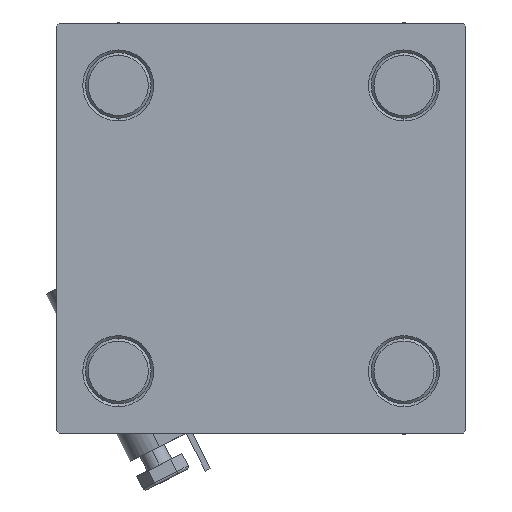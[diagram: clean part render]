
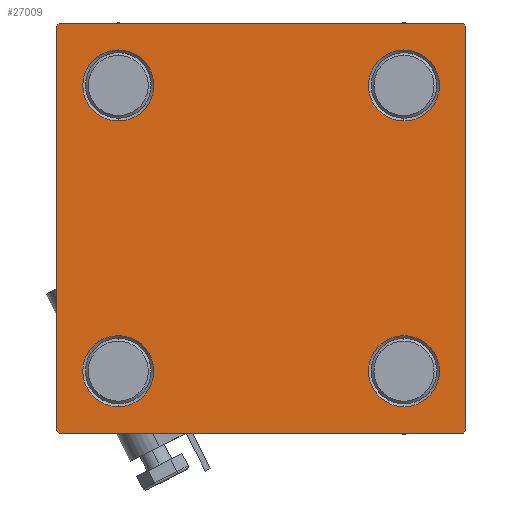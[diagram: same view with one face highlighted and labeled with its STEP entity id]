
A CAD part, left-side view. The second image highlights one B-rep face of the part: STEP entity #27009.
In plain terms, the highlighted planar face has unit normal (-1, 0, 0).
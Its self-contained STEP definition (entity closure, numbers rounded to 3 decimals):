
#329 = CARTESIAN_POINT ( 'NONE',  ( 0., 37.5, -37.5 ) ) ;
#361 = VERTEX_POINT ( 'NONE', #44143 ) ;
#903 = EDGE_CURVE ( 'NONE', #1714, #12383, #26021, .T. ) ;
#1084 = CARTESIAN_POINT ( 'NONE',  ( 0., 26.15, -26.15 ) ) ;
#1714 = VERTEX_POINT ( 'NONE', #39407 ) ;
#1818 = CARTESIAN_POINT ( 'NONE',  ( 0., -37.25, -37.25 ) ) ;
#1932 = AXIS2_PLACEMENT_3D ( 'NONE', #10500, #10990, #50260 ) ;
#2117 = CARTESIAN_POINT ( 'NONE',  ( 0., -26.15, 26.15 ) ) ;
#2180 = ORIENTED_EDGE ( 'NONE', *, *, #50235, .T. ) ;
#2247 = AXIS2_PLACEMENT_3D ( 'NONE', #1084, #32894, #32657 ) ;
#2574 = CARTESIAN_POINT ( 'NONE',  ( 0., 26.15, -19.65 ) ) ;
#3633 = CARTESIAN_POINT ( 'NONE',  ( 0., 37.25, 37.25 ) ) ;
#5295 = DIRECTION ( 'NONE',  ( 0., 0., 1. ) ) ;
#5302 = DIRECTION ( 'NONE',  ( 0., 0., 1. ) ) ;
#5900 = CARTESIAN_POINT ( 'NONE',  ( 0., -37., -37.5 ) ) ;
#6289 = DIRECTION ( 'NONE',  ( 0., -0.707, -0.707 ) ) ;
#6463 = ORIENTED_EDGE ( 'NONE', *, *, #17572, .T. ) ;
#6482 = FACE_BOUND ( 'NONE', #41716, .T. ) ;
#8254 = DIRECTION ( 'NONE',  ( 0., 0.707, 0.707 ) ) ;
#8640 = VERTEX_POINT ( 'NONE', #29376 ) ;
#9008 = VERTEX_POINT ( 'NONE', #29316 ) ;
#9244 = AXIS2_PLACEMENT_3D ( 'NONE', #22160, #37308, #29605 ) ;
#9501 = VECTOR ( 'NONE', #19853, 1000. ) ;
#10127 = AXIS2_PLACEMENT_3D ( 'NONE', #37114, #40224, #5302 ) ;
#10393 = CARTESIAN_POINT ( 'NONE',  ( 0., -26.15, -19.65 ) ) ;
#10500 = CARTESIAN_POINT ( 'NONE',  ( 0., 26.15, -26.15 ) ) ;
#10598 = CARTESIAN_POINT ( 'NONE',  ( 0., 0., 0. ) ) ;
#10952 = DIRECTION ( 'NONE',  ( 1., 0., 0. ) ) ;
#10990 = DIRECTION ( 'NONE',  ( 1., 0., 0. ) ) ;
#11203 = CARTESIAN_POINT ( 'NONE',  ( 0., 37., -37.5 ) ) ;
#11205 = DIRECTION ( 'NONE',  ( 0., 0., 1. ) ) ;
#11627 = CARTESIAN_POINT ( 'NONE',  ( 0., -37.5, 37. ) ) ;
#11674 = EDGE_CURVE ( 'NONE', #42771, #49934, #37097, .T. ) ;
#12096 = EDGE_CURVE ( 'NONE', #16212, #361, #50132, .T. ) ;
#12383 = VERTEX_POINT ( 'NONE', #2574 ) ;
#13243 = CARTESIAN_POINT ( 'NONE',  ( 0., 37.25, -37.25 ) ) ;
#13455 = CIRCLE ( 'NONE', #49506, 6.5 ) ;
#13772 = CARTESIAN_POINT ( 'NONE',  ( 0., 37.5, 37.5 ) ) ;
#13999 = ORIENTED_EDGE ( 'NONE', *, *, #903, .T. ) ;
#14190 = PLANE ( 'NONE',  #49684 ) ;
#15057 = EDGE_CURVE ( 'NONE', #32088, #8640, #21346, .T. ) ;
#15217 = AXIS2_PLACEMENT_3D ( 'NONE', #46109, #10952, #11205 ) ;
#15569 = EDGE_CURVE ( 'NONE', #27940, #27649, #31352, .T. ) ;
#15983 = CIRCLE ( 'NONE', #1932, 6.5 ) ;
#16212 = VERTEX_POINT ( 'NONE', #10393 ) ;
#16588 = CARTESIAN_POINT ( 'NONE',  ( 0., 37.5, 37.5 ) ) ;
#16730 = VECTOR ( 'NONE', #19807, 1000. ) ;
#16921 = EDGE_CURVE ( 'NONE', #9008, #45052, #19233, .T. ) ;
#17310 = ORIENTED_EDGE ( 'NONE', *, *, #11674, .T. ) ;
#17364 = LINE ( 'NONE', #13772, #35511 ) ;
#17572 = EDGE_CURVE ( 'NONE', #9008, #31780, #38793, .T. ) ;
#17680 = CIRCLE ( 'NONE', #15217, 6.5 ) ;
#18038 = DIRECTION ( 'NONE',  ( -1., 0., 0. ) ) ;
#18315 = EDGE_CURVE ( 'NONE', #39864, #19675, #13455, .T. ) ;
#18691 = EDGE_LOOP ( 'NONE', ( #21312, #13999 ) ) ;
#18733 = DIRECTION ( 'NONE',  ( 0., -1., 0. ) ) ;
#19233 = LINE ( 'NONE', #16588, #24048 ) ;
#19675 = VERTEX_POINT ( 'NONE', #29985 ) ;
#19807 = DIRECTION ( 'NONE',  ( 0., 0.707, -0.707 ) ) ;
#19853 = DIRECTION ( 'NONE',  ( 0., -1., 0. ) ) ;
#20577 = EDGE_CURVE ( 'NONE', #12383, #1714, #15983, .T. ) ;
#21129 = ORIENTED_EDGE ( 'NONE', *, *, #16921, .F. ) ;
#21221 = DIRECTION ( 'NONE',  ( 0., 0., -1. ) ) ;
#21312 = ORIENTED_EDGE ( 'NONE', *, *, #20577, .T. ) ;
#21346 = LINE ( 'NONE', #1818, #46131 ) ;
#22139 = DIRECTION ( 'NONE',  ( 0., 0., 1. ) ) ;
#22160 = CARTESIAN_POINT ( 'NONE',  ( 0., 26.15, 26.15 ) ) ;
#22390 = FACE_BOUND ( 'NONE', #45748, .T. ) ;
#24048 = VECTOR ( 'NONE', #18733, 1000. ) ;
#24061 = CIRCLE ( 'NONE', #10127, 6.5 ) ;
#24704 = VECTOR ( 'NONE', #6289, 1000. ) ;
#25265 = VECTOR ( 'NONE', #8254, 1000. ) ;
#25486 = CARTESIAN_POINT ( 'NONE',  ( 0., 26.15, 32.65 ) ) ;
#26021 = CIRCLE ( 'NONE', #2247, 6.5 ) ;
#27009 = ADVANCED_FACE ( 'NONE', ( #22390, #6482, #49351, #44737, #45755 ), #14190, .T. ) ;
#27219 = CIRCLE ( 'NONE', #33759, 6.5 ) ;
#27649 = VERTEX_POINT ( 'NONE', #27829 ) ;
#27754 = LINE ( 'NONE', #43406, #25265 ) ;
#27829 = CARTESIAN_POINT ( 'NONE',  ( 0., 26.15, 19.65 ) ) ;
#27940 = VERTEX_POINT ( 'NONE', #25486 ) ;
#29316 = CARTESIAN_POINT ( 'NONE',  ( 0., 37., 37.5 ) ) ;
#29376 = CARTESIAN_POINT ( 'NONE',  ( 0., -37.5, -37. ) ) ;
#29605 = DIRECTION ( 'NONE',  ( 0., 0., 1. ) ) ;
#29985 = CARTESIAN_POINT ( 'NONE',  ( 0., -26.15, 32.65 ) ) ;
#31282 = CARTESIAN_POINT ( 'NONE',  ( 0., 37.5, -37. ) ) ;
#31352 = CIRCLE ( 'NONE', #9244, 6.5 ) ;
#31780 = VERTEX_POINT ( 'NONE', #33679 ) ;
#31906 = ORIENTED_EDGE ( 'NONE', *, *, #18315, .T. ) ;
#31984 = CARTESIAN_POINT ( 'NONE',  ( 0., -26.15, 26.15 ) ) ;
#32088 = VERTEX_POINT ( 'NONE', #5900 ) ;
#32247 = ORIENTED_EDGE ( 'NONE', *, *, #36951, .T. ) ;
#32449 = CARTESIAN_POINT ( 'NONE',  ( 0., -26.15, 19.65 ) ) ;
#32657 = DIRECTION ( 'NONE',  ( 0., 0., 1. ) ) ;
#32894 = DIRECTION ( 'NONE',  ( 1., 0., 0. ) ) ;
#33145 = EDGE_CURVE ( 'NONE', #45244, #45052, #27754, .T. ) ;
#33437 = DIRECTION ( 'NONE',  ( 1., 0., 0. ) ) ;
#33679 = CARTESIAN_POINT ( 'NONE',  ( 0., 37.5, 37. ) ) ;
#33759 = AXIS2_PLACEMENT_3D ( 'NONE', #2117, #33437, #42835 ) ;
#34090 = VECTOR ( 'NONE', #39480, 1000. ) ;
#34481 = LINE ( 'NONE', #329, #9501 ) ;
#35511 = VECTOR ( 'NONE', #21221, 1000. ) ;
#35624 = CARTESIAN_POINT ( 'NONE',  ( 0., -37.5, 37.5 ) ) ;
#36095 = DIRECTION ( 'NONE',  ( 1., 0., 0. ) ) ;
#36951 = EDGE_CURVE ( 'NONE', #19675, #39864, #27219, .T. ) ;
#37097 = LINE ( 'NONE', #13243, #24704 ) ;
#37114 = CARTESIAN_POINT ( 'NONE',  ( 0., -26.15, -26.15 ) ) ;
#37308 = DIRECTION ( 'NONE',  ( 1., 0., 0. ) ) ;
#37859 = ORIENTED_EDGE ( 'NONE', *, *, #45772, .T. ) ;
#38478 = EDGE_LOOP ( 'NONE', ( #48179, #17310, #2180, #47876, #48639, #39197, #21129, #6463 ) ) ;
#38793 = LINE ( 'NONE', #3633, #16730 ) ;
#39197 = ORIENTED_EDGE ( 'NONE', *, *, #33145, .T. ) ;
#39398 = EDGE_CURVE ( 'NONE', #361, #16212, #24061, .T. ) ;
#39407 = CARTESIAN_POINT ( 'NONE',  ( 0., 26.15, -32.65 ) ) ;
#39411 = EDGE_LOOP ( 'NONE', ( #39648, #37859 ) ) ;
#39480 = DIRECTION ( 'NONE',  ( 0., 0., -1. ) ) ;
#39534 = EDGE_CURVE ( 'NONE', #31780, #42771, #17364, .T. ) ;
#39648 = ORIENTED_EDGE ( 'NONE', *, *, #15569, .T. ) ;
#39864 = VERTEX_POINT ( 'NONE', #32449 ) ;
#40224 = DIRECTION ( 'NONE',  ( 1., 0., 0. ) ) ;
#41716 = EDGE_LOOP ( 'NONE', ( #45249, #48398 ) ) ;
#42414 = DIRECTION ( 'NONE',  ( 1., 0., 0. ) ) ;
#42771 = VERTEX_POINT ( 'NONE', #31282 ) ;
#42835 = DIRECTION ( 'NONE',  ( 0., 0., 1. ) ) ;
#43333 = LINE ( 'NONE', #35624, #34090 ) ;
#43406 = CARTESIAN_POINT ( 'NONE',  ( 0., -37.25, 37.25 ) ) ;
#44143 = CARTESIAN_POINT ( 'NONE',  ( 0., -26.15, -32.65 ) ) ;
#44737 = FACE_BOUND ( 'NONE', #39411, .T. ) ;
#45052 = VERTEX_POINT ( 'NONE', #48878 ) ;
#45173 = AXIS2_PLACEMENT_3D ( 'NONE', #45759, #42414, #49865 ) ;
#45244 = VERTEX_POINT ( 'NONE', #11627 ) ;
#45249 = ORIENTED_EDGE ( 'NONE', *, *, #12096, .T. ) ;
#45537 = EDGE_CURVE ( 'NONE', #45244, #8640, #43333, .T. ) ;
#45748 = EDGE_LOOP ( 'NONE', ( #32247, #31906 ) ) ;
#45755 = FACE_OUTER_BOUND ( 'NONE', #38478, .T. ) ;
#45759 = CARTESIAN_POINT ( 'NONE',  ( 0., -26.15, -26.15 ) ) ;
#45772 = EDGE_CURVE ( 'NONE', #27649, #27940, #17680, .T. ) ;
#46109 = CARTESIAN_POINT ( 'NONE',  ( 0., 26.15, 26.15 ) ) ;
#46131 = VECTOR ( 'NONE', #50067, 1000. ) ;
#47876 = ORIENTED_EDGE ( 'NONE', *, *, #15057, .T. ) ;
#48179 = ORIENTED_EDGE ( 'NONE', *, *, #39534, .T. ) ;
#48398 = ORIENTED_EDGE ( 'NONE', *, *, #39398, .T. ) ;
#48639 = ORIENTED_EDGE ( 'NONE', *, *, #45537, .F. ) ;
#48878 = CARTESIAN_POINT ( 'NONE',  ( 0., -37., 37.5 ) ) ;
#49351 = FACE_BOUND ( 'NONE', #18691, .T. ) ;
#49506 = AXIS2_PLACEMENT_3D ( 'NONE', #31984, #36095, #5295 ) ;
#49684 = AXIS2_PLACEMENT_3D ( 'NONE', #10598, #18038, #22139 ) ;
#49865 = DIRECTION ( 'NONE',  ( 0., 0., 1. ) ) ;
#49934 = VERTEX_POINT ( 'NONE', #11203 ) ;
#50067 = DIRECTION ( 'NONE',  ( 0., -0.707, 0.707 ) ) ;
#50132 = CIRCLE ( 'NONE', #45173, 6.5 ) ;
#50235 = EDGE_CURVE ( 'NONE', #49934, #32088, #34481, .T. ) ;
#50260 = DIRECTION ( 'NONE',  ( 0., 0., 1. ) ) ;
